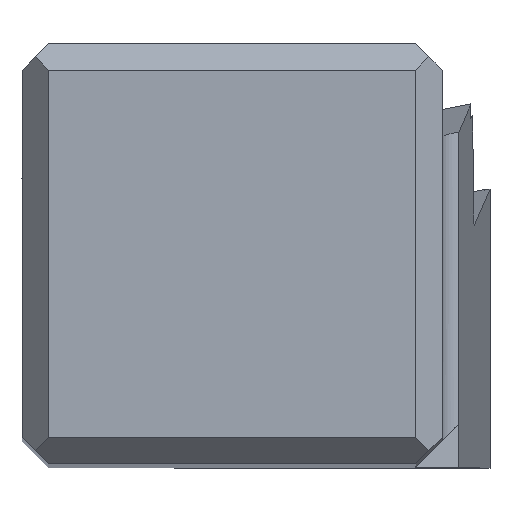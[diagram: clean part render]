
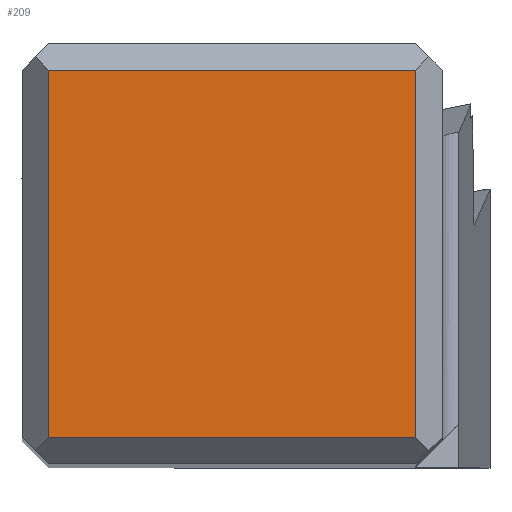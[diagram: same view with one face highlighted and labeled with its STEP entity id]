
A CAD part, top view. The second image highlights one B-rep face of the part: STEP entity #209.
In plain terms, the highlighted planar face has unit normal (0, 0, 1).
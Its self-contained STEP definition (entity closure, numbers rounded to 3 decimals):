
#145=FACE_OUTER_BOUND('',#323,.T.);
#209=ADVANCED_FACE('',(#145),#274,.T.);
#274=PLANE('',#1355);
#323=EDGE_LOOP('',(#484,#485,#486,#487));
#484=ORIENTED_EDGE('',*,*,#922,.F.);
#485=ORIENTED_EDGE('',*,*,#923,.T.);
#486=ORIENTED_EDGE('',*,*,#924,.T.);
#487=ORIENTED_EDGE('',*,*,#872,.F.);
#749=VERTEX_POINT('',#1861);
#750=VERTEX_POINT('',#1863);
#786=VERTEX_POINT('',#1963);
#787=VERTEX_POINT('',#1967);
#872=EDGE_CURVE('',#749,#750,#1047,.T.);
#922=EDGE_CURVE('',#786,#749,#1088,.T.);
#923=EDGE_CURVE('',#786,#787,#1089,.T.);
#924=EDGE_CURVE('',#787,#750,#1090,.T.);
#1047=LINE('',#1862,#1162);
#1088=LINE('',#1964,#1203);
#1089=LINE('',#1966,#1204);
#1090=LINE('',#1968,#1205);
#1162=VECTOR('',#1498,1.);
#1203=VECTOR('',#1579,1.);
#1204=VECTOR('',#1582,1.);
#1205=VECTOR('',#1583,1.);
#1355=AXIS2_PLACEMENT_3D('',#1969,#1584,#1585);
#1498=DIRECTION('',(-1.,0.,0.));
#1579=DIRECTION('',(0.,-1.,0.));
#1582=DIRECTION('',(-1.,0.,0.));
#1583=DIRECTION('',(0.,-1.,0.));
#1584=DIRECTION('',(0.,0.,1.));
#1585=DIRECTION('',(1.,0.,0.));
#1861=CARTESIAN_POINT('',(14.875,1.,0.));
#1862=CARTESIAN_POINT('',(14.875,1.,0.));
#1863=CARTESIAN_POINT('',(1.,1.,0.));
#1963=CARTESIAN_POINT('',(14.875,14.875,0.));
#1964=CARTESIAN_POINT('',(14.875,14.875,0.));
#1966=CARTESIAN_POINT('',(14.875,14.875,0.));
#1967=CARTESIAN_POINT('',(1.,14.875,0.));
#1968=CARTESIAN_POINT('',(1.,14.875,0.));
#1969=CARTESIAN_POINT('',(7.938,7.938,0.));
